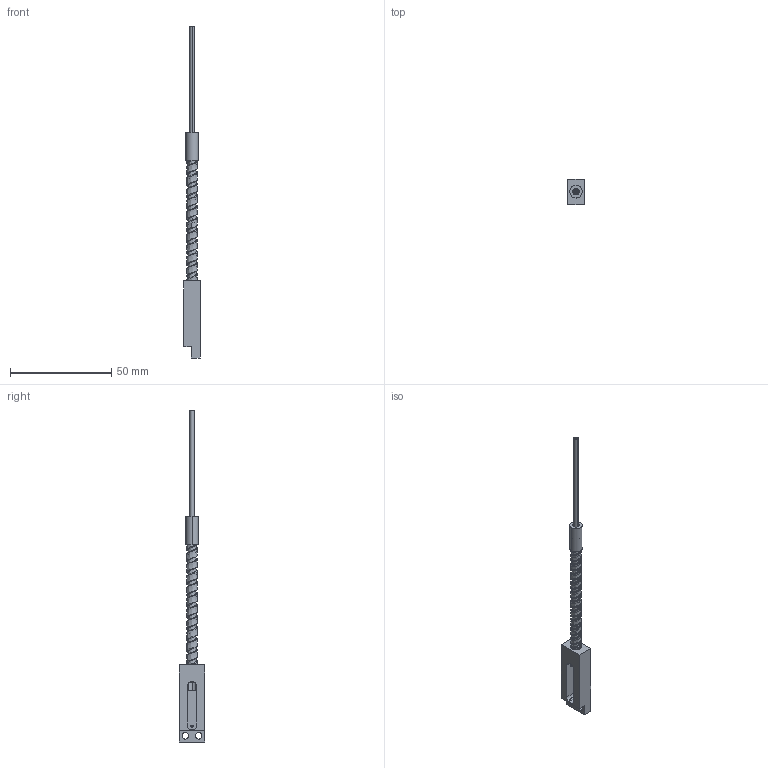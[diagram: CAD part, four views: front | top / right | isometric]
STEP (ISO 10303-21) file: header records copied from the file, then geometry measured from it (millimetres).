
FILE_DESCRIPTION((''),'2;1');
FILE_NAME('161935_ASM','2016-02-01T',('pdmadmin'),(''),'PRO/ENGINEER BY PARAMETRIC TECHNOLOGY CORPORATION, 2013230','PRO/ENGINEER BY PARAMETRIC TECHNOLOGY CORPORATION, 2013230','');
FILE_SCHEMA(('CONFIG_CONTROL_DESIGN'));
Length unit declared in the file: inch
Products named in the file (6): 51079_AF4; 15498_AF2; 51022_AF5; 51055_AF5; FIBER_CORE_1MM_AF5; 161935_ASM
Assembly tree (5 placements, depth 2):
  161935_ASM
    51079_AF4
    15498_AF2
    51022_AF5
    51055_AF5
    FIBER_CORE_1MM_AF5
Bounding box: 8.13 x 12.7 x 164.09 mm (x, y, z)
Volume: 3859.9 mm3; surface area: 6823 mm2
Topology: 5 solids, 6 shells, 118 faces, 270 edges, 162 vertices
Faces by surface type: bspline 66, cylinder 28, plane 22, cone 2
Entity records: 16978 total; most frequent: CARTESIAN_POINT 14483, ORIENTED_EDGE 536, DIRECTION 387, EDGE_CURVE 270, VERTEX_POINT 162, AXIS2_PLACEMENT_3D 132, EDGE_LOOP 128, VECTOR 123
